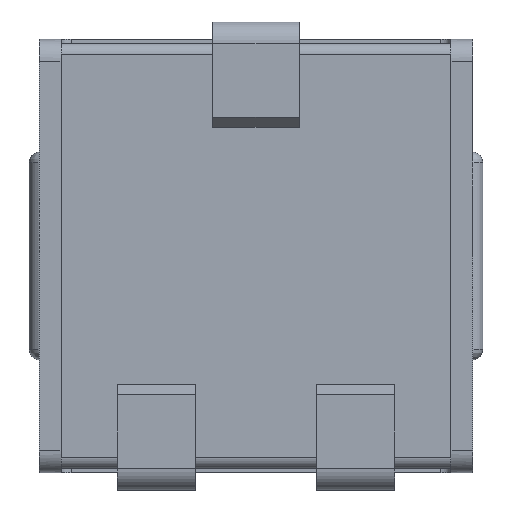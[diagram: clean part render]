
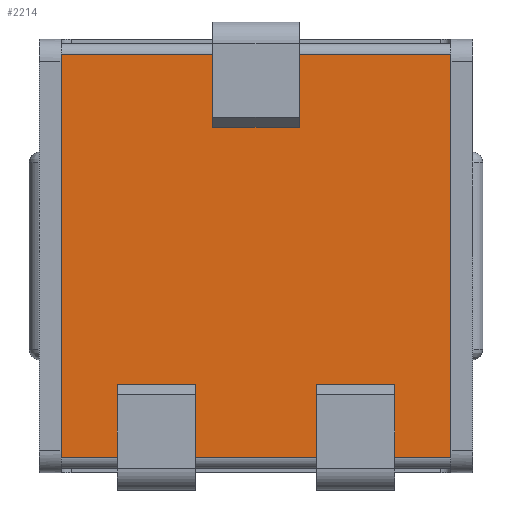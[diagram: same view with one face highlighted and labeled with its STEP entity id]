
A CAD part, front view. The second image highlights one B-rep face of the part: STEP entity #2214.
In plain terms, the highlighted planar face has unit normal (0, -1, 0).
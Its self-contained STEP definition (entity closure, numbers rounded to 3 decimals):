
#56=PLANE('',#2371);
#134=FACE_OUTER_BOUND('',#257,.T.);
#257=EDGE_LOOP('',(#1559,#1560,#1561,#1562,#1563,#1564,#1565,#1566,#1567,
#1568,#1569,#1570,#1571,#1572,#1573,#1574));
#371=LINE('',#3271,#580);
#381=LINE('',#3298,#590);
#391=LINE('',#3325,#600);
#396=LINE('',#3336,#605);
#399=LINE('',#3342,#608);
#402=LINE('',#3348,#611);
#410=LINE('',#3366,#619);
#413=LINE('',#3374,#622);
#416=LINE('',#3382,#625);
#419=LINE('',#3390,#628);
#421=LINE('',#3393,#630);
#422=LINE('',#3396,#631);
#424=LINE('',#3402,#633);
#425=LINE('',#3403,#634);
#426=LINE('',#3405,#635);
#427=LINE('',#3406,#636);
#580=VECTOR('',#2587,10.);
#590=VECTOR('',#2609,10.);
#600=VECTOR('',#2631,10.);
#605=VECTOR('',#2640,10.);
#608=VECTOR('',#2645,10.);
#611=VECTOR('',#2650,10.);
#619=VECTOR('',#2668,10.);
#622=VECTOR('',#2677,10.);
#625=VECTOR('',#2686,10.);
#628=VECTOR('',#2695,10.);
#630=VECTOR('',#2699,10.);
#631=VECTOR('',#2702,10.);
#633=VECTOR('',#2708,10.);
#634=VECTOR('',#2709,10.);
#635=VECTOR('',#2710,10.);
#636=VECTOR('',#2711,10.);
#901=VERTEX_POINT('',#3268);
#902=VERTEX_POINT('',#3270);
#912=VERTEX_POINT('',#3295);
#913=VERTEX_POINT('',#3297);
#923=VERTEX_POINT('',#3322);
#924=VERTEX_POINT('',#3324);
#928=VERTEX_POINT('',#3334);
#930=VERTEX_POINT('',#3340);
#932=VERTEX_POINT('',#3346);
#937=VERTEX_POINT('',#3364);
#939=VERTEX_POINT('',#3372);
#941=VERTEX_POINT('',#3380);
#943=VERTEX_POINT('',#3388);
#944=VERTEX_POINT('',#3395);
#946=VERTEX_POINT('',#3401);
#947=VERTEX_POINT('',#3404);
#1119=EDGE_CURVE('',#902,#901,#371,.T.);
#1132=EDGE_CURVE('',#913,#912,#381,.T.);
#1145=EDGE_CURVE('',#924,#923,#391,.T.);
#1151=EDGE_CURVE('',#928,#901,#396,.T.);
#1154=EDGE_CURVE('',#930,#912,#399,.T.);
#1157=EDGE_CURVE('',#932,#923,#402,.T.);
#1166=EDGE_CURVE('',#930,#937,#410,.T.);
#1170=EDGE_CURVE('',#932,#939,#413,.T.);
#1174=EDGE_CURVE('',#928,#941,#416,.T.);
#1178=EDGE_CURVE('',#943,#939,#419,.T.);
#1180=EDGE_CURVE('',#924,#937,#421,.T.);
#1181=EDGE_CURVE('',#913,#944,#422,.T.);
#1184=EDGE_CURVE('',#946,#941,#424,.T.);
#1185=EDGE_CURVE('',#946,#944,#425,.T.);
#1186=EDGE_CURVE('',#943,#947,#426,.T.);
#1187=EDGE_CURVE('',#902,#947,#427,.T.);
#1559=ORIENTED_EDGE('',*,*,#1174,.T.);
#1560=ORIENTED_EDGE('',*,*,#1184,.F.);
#1561=ORIENTED_EDGE('',*,*,#1185,.T.);
#1562=ORIENTED_EDGE('',*,*,#1181,.F.);
#1563=ORIENTED_EDGE('',*,*,#1132,.T.);
#1564=ORIENTED_EDGE('',*,*,#1154,.F.);
#1565=ORIENTED_EDGE('',*,*,#1166,.T.);
#1566=ORIENTED_EDGE('',*,*,#1180,.F.);
#1567=ORIENTED_EDGE('',*,*,#1145,.T.);
#1568=ORIENTED_EDGE('',*,*,#1157,.F.);
#1569=ORIENTED_EDGE('',*,*,#1170,.T.);
#1570=ORIENTED_EDGE('',*,*,#1178,.F.);
#1571=ORIENTED_EDGE('',*,*,#1186,.T.);
#1572=ORIENTED_EDGE('',*,*,#1187,.F.);
#1573=ORIENTED_EDGE('',*,*,#1119,.T.);
#1574=ORIENTED_EDGE('',*,*,#1151,.F.);
#2214=ADVANCED_FACE('',(#134),#56,.F.);
#2371=AXIS2_PLACEMENT_3D('',#3400,#2706,#2707);
#2587=DIRECTION('',(0.,0.,-1.));
#2609=DIRECTION('',(0.,0.,1.));
#2631=DIRECTION('',(0.,0.,1.));
#2640=DIRECTION('',(1.,0.,0.));
#2645=DIRECTION('',(-1.,0.,0.));
#2650=DIRECTION('',(-1.,0.,0.));
#2668=DIRECTION('',(0.,0.,-1.));
#2677=DIRECTION('',(0.,0.,-1.));
#2686=DIRECTION('',(0.,0.,1.));
#2695=DIRECTION('',(-1.,0.,0.));
#2699=DIRECTION('',(-1.,0.,0.));
#2702=DIRECTION('',(-1.,0.,0.));
#2706=DIRECTION('center_axis',(0.,1.,0.));
#2707=DIRECTION('ref_axis',(0.,0.,1.));
#2708=DIRECTION('',(1.,0.,0.));
#2709=DIRECTION('',(0.,0.,-1.));
#2710=DIRECTION('',(0.,0.,1.));
#2711=DIRECTION('',(1.,0.,0.));
#3268=CARTESIAN_POINT('',(0.5,0.,1.485));
#3270=CARTESIAN_POINT('',(0.5,0.,2.325));
#3271=CARTESIAN_POINT('',(0.5,0.,1.35));
#3295=CARTESIAN_POINT('',(-1.6,0.,-1.485));
#3297=CARTESIAN_POINT('',(-1.6,0.,-2.325));
#3298=CARTESIAN_POINT('',(-1.6,0.,-1.35));
#3322=CARTESIAN_POINT('',(0.7,0.,-1.485));
#3324=CARTESIAN_POINT('',(0.7,0.,-2.325));
#3325=CARTESIAN_POINT('',(0.7,0.,-1.35));
#3334=CARTESIAN_POINT('',(-0.5,0.,1.485));
#3336=CARTESIAN_POINT('',(0.25,0.,1.485));
#3340=CARTESIAN_POINT('',(-0.7,0.,-1.485));
#3342=CARTESIAN_POINT('',(-0.8,0.,-1.485));
#3346=CARTESIAN_POINT('',(1.6,0.,-1.485));
#3348=CARTESIAN_POINT('',(0.35,0.,-1.485));
#3364=CARTESIAN_POINT('',(-0.7,0.,-2.325));
#3366=CARTESIAN_POINT('',(-0.7,0.,-0.8));
#3372=CARTESIAN_POINT('',(1.6,0.,-2.325));
#3374=CARTESIAN_POINT('',(1.6,0.,-0.8));
#3380=CARTESIAN_POINT('',(-0.5,0.,2.325));
#3382=CARTESIAN_POINT('',(-0.5,0.,0.8));
#3388=CARTESIAN_POINT('',(2.25,0.,-2.325));
#3390=CARTESIAN_POINT('',(0.,0.,-2.325));
#3393=CARTESIAN_POINT('',(0.,0.,-2.325));
#3395=CARTESIAN_POINT('',(-2.25,0.,-2.325));
#3396=CARTESIAN_POINT('',(0.,0.,-2.325));
#3400=CARTESIAN_POINT('Origin',(0.,0.,0.));
#3401=CARTESIAN_POINT('',(-2.25,0.,2.325));
#3402=CARTESIAN_POINT('',(0.,0.,2.325));
#3403=CARTESIAN_POINT('',(-2.25,0.,1.25));
#3404=CARTESIAN_POINT('',(2.25,0.,2.325));
#3405=CARTESIAN_POINT('',(2.25,0.,1.25));
#3406=CARTESIAN_POINT('',(0.,0.,2.325));
